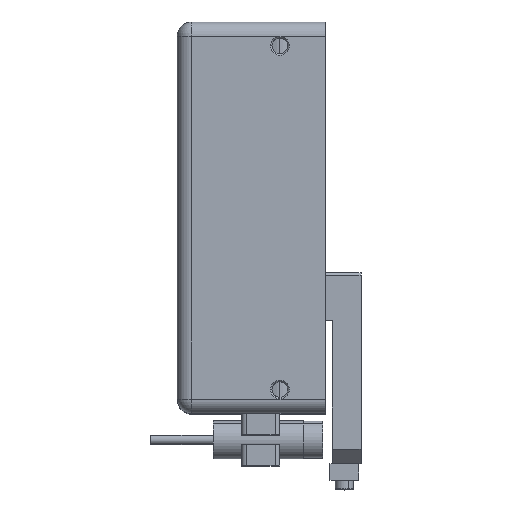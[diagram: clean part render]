
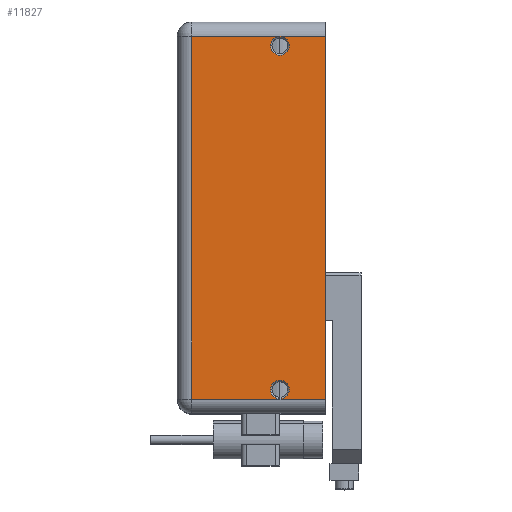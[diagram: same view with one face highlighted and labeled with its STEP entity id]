
A CAD part, top view. The second image highlights one B-rep face of the part: STEP entity #11827.
In plain terms, the highlighted planar face has unit normal (0, 0, 1).
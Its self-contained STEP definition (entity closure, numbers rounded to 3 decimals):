
#329 = EDGE_CURVE ( 'NONE', #9653, #15373, #15791, .T. ) ;
#942 = AXIS2_PLACEMENT_3D ( 'NONE', #27776, #2727, #25690 ) ;
#1555 = ORIENTED_EDGE ( 'NONE', *, *, #12683, .T. ) ;
#1601 = DIRECTION ( 'NONE',  ( 0., 0., -1. ) ) ;
#2727 = DIRECTION ( 'NONE',  ( 0., 0., -1. ) ) ;
#2786 = VECTOR ( 'NONE', #28757, 1000. ) ;
#2851 = VERTEX_POINT ( 'NONE', #8782 ) ;
#3609 = VECTOR ( 'NONE', #16090, 1000. ) ;
#3815 = VECTOR ( 'NONE', #20963, 1000. ) ;
#4108 = CIRCLE ( 'NONE', #5615, 1.95 ) ;
#4334 = ORIENTED_EDGE ( 'NONE', *, *, #14082, .T. ) ;
#4753 = VERTEX_POINT ( 'NONE', #6788 ) ;
#5084 = CARTESIAN_POINT ( 'NONE',  ( -44.881, 45.692, 21. ) ) ;
#5329 = CARTESIAN_POINT ( 'NONE',  ( -44.881, 48.692, 21. ) ) ;
#5615 = AXIS2_PLACEMENT_3D ( 'NONE', #6471, #1601, #29093 ) ;
#6471 = CARTESIAN_POINT ( 'NONE',  ( -23.381, 43.692, 21. ) ) ;
#6623 = ORIENTED_EDGE ( 'NONE', *, *, #329, .T. ) ;
#6788 = CARTESIAN_POINT ( 'NONE',  ( -21.431, -28.308, 21. ) ) ;
#7391 = LINE ( 'NONE', #25900, #3815 ) ;
#7743 = DIRECTION ( 'NONE',  ( -1., 0., 0. ) ) ;
#8782 = CARTESIAN_POINT ( 'NONE',  ( -41.881, -30.308, 21. ) ) ;
#8845 = CIRCLE ( 'NONE', #23427, 1.95 ) ;
#9351 = ORIENTED_EDGE ( 'NONE', *, *, #20733, .T. ) ;
#9591 = VECTOR ( 'NONE', #7743, 1000. ) ;
#9653 = VERTEX_POINT ( 'NONE', #32016 ) ;
#10202 = DIRECTION ( 'NONE',  ( 0., 0., -1. ) ) ;
#10342 = CARTESIAN_POINT ( 'NONE',  ( -13.881, 48.692, 21. ) ) ;
#10577 = EDGE_LOOP ( 'NONE', ( #6623, #1555 ) ) ;
#11004 = ORIENTED_EDGE ( 'NONE', *, *, #22352, .T. ) ;
#11294 = CARTESIAN_POINT ( 'NONE',  ( -13.881, -30.308, 21. ) ) ;
#11827 = ADVANCED_FACE ( 'NONE', ( #16419, #26268, #19602 ), #25646, .F. ) ;
#12683 = EDGE_CURVE ( 'NONE', #15373, #9653, #4108, .T. ) ;
#13379 = VERTEX_POINT ( 'NONE', #28357 ) ;
#14082 = EDGE_CURVE ( 'NONE', #4753, #28741, #8845, .T. ) ;
#14330 = CIRCLE ( 'NONE', #14407, 1.95 ) ;
#14407 = AXIS2_PLACEMENT_3D ( 'NONE', #20124, #25280, #15259 ) ;
#14838 = CARTESIAN_POINT ( 'NONE',  ( -23.381, -28.308, 21. ) ) ;
#14911 = CARTESIAN_POINT ( 'NONE',  ( -41.881, 45.692, 21. ) ) ;
#15259 = DIRECTION ( 'NONE',  ( -1., 0., 0. ) ) ;
#15373 = VERTEX_POINT ( 'NONE', #29374 ) ;
#15496 = EDGE_CURVE ( 'NONE', #13379, #31359, #15539, .T. ) ;
#15539 = LINE ( 'NONE', #5084, #9591 ) ;
#15791 = CIRCLE ( 'NONE', #942, 1.95 ) ;
#15882 = LINE ( 'NONE', #10342, #3609 ) ;
#16090 = DIRECTION ( 'NONE',  ( 0., -1., 0. ) ) ;
#16419 = FACE_BOUND ( 'NONE', #10577, .T. ) ;
#18055 = DIRECTION ( 'NONE',  ( 1., 0., 0. ) ) ;
#18288 = EDGE_CURVE ( 'NONE', #31359, #2851, #24112, .T. ) ;
#18651 = ORIENTED_EDGE ( 'NONE', *, *, #15496, .T. ) ;
#18682 = VERTEX_POINT ( 'NONE', #11294 ) ;
#19602 = FACE_OUTER_BOUND ( 'NONE', #24805, .T. ) ;
#20026 = CARTESIAN_POINT ( 'NONE',  ( -25.331, -28.308, 21. ) ) ;
#20124 = CARTESIAN_POINT ( 'NONE',  ( -23.381, -28.308, 21. ) ) ;
#20536 = CARTESIAN_POINT ( 'NONE',  ( -41.881, 48.692, 21. ) ) ;
#20706 = EDGE_LOOP ( 'NONE', ( #4334, #11004 ) ) ;
#20733 = EDGE_CURVE ( 'NONE', #2851, #18682, #7391, .T. ) ;
#20963 = DIRECTION ( 'NONE',  ( 1., 0., 0. ) ) ;
#22234 = DIRECTION ( 'NONE',  ( 0., 0., -1. ) ) ;
#22352 = EDGE_CURVE ( 'NONE', #28741, #4753, #14330, .T. ) ;
#22373 = ORIENTED_EDGE ( 'NONE', *, *, #23036, .F. ) ;
#23036 = EDGE_CURVE ( 'NONE', #13379, #18682, #15882, .T. ) ;
#23427 = AXIS2_PLACEMENT_3D ( 'NONE', #14838, #22234, #30053 ) ;
#24112 = LINE ( 'NONE', #20536, #2786 ) ;
#24805 = EDGE_LOOP ( 'NONE', ( #18651, #27674, #9351, #22373 ) ) ;
#25280 = DIRECTION ( 'NONE',  ( 0., 0., -1. ) ) ;
#25646 = PLANE ( 'NONE',  #26100 ) ;
#25690 = DIRECTION ( 'NONE',  ( -1., 0., 0. ) ) ;
#25900 = CARTESIAN_POINT ( 'NONE',  ( -13.881, -30.308, 21. ) ) ;
#26100 = AXIS2_PLACEMENT_3D ( 'NONE', #5329, #10202, #18055 ) ;
#26268 = FACE_BOUND ( 'NONE', #20706, .T. ) ;
#27674 = ORIENTED_EDGE ( 'NONE', *, *, #18288, .T. ) ;
#27776 = CARTESIAN_POINT ( 'NONE',  ( -23.381, 43.692, 21. ) ) ;
#28357 = CARTESIAN_POINT ( 'NONE',  ( -13.881, 45.692, 21. ) ) ;
#28741 = VERTEX_POINT ( 'NONE', #20026 ) ;
#28757 = DIRECTION ( 'NONE',  ( 0., -1., 0. ) ) ;
#29093 = DIRECTION ( 'NONE',  ( -1., 0., 0. ) ) ;
#29374 = CARTESIAN_POINT ( 'NONE',  ( -25.331, 43.692, 21. ) ) ;
#30053 = DIRECTION ( 'NONE',  ( -1., 0., 0. ) ) ;
#31359 = VERTEX_POINT ( 'NONE', #14911 ) ;
#32016 = CARTESIAN_POINT ( 'NONE',  ( -21.431, 43.692, 21. ) ) ;
